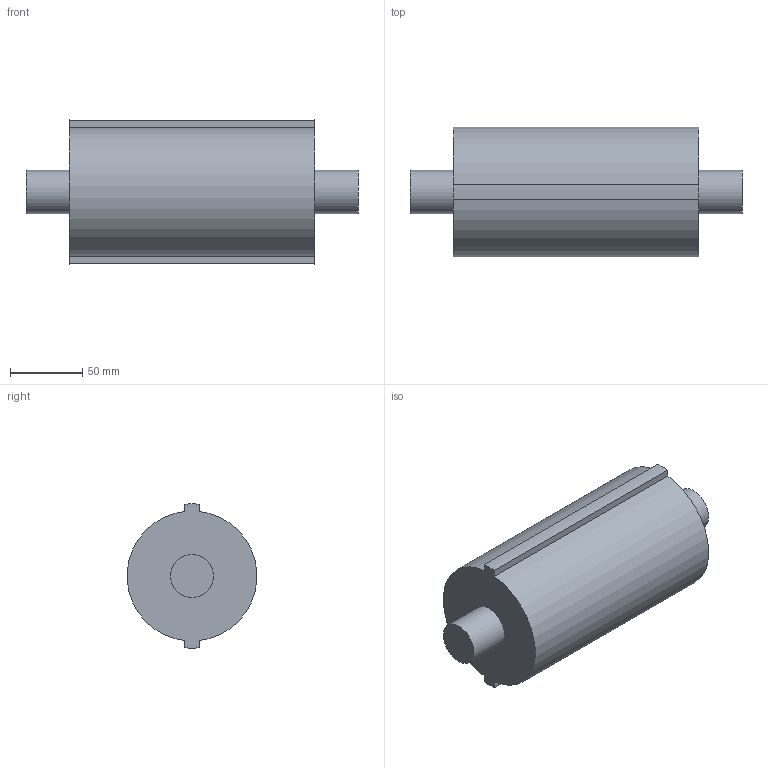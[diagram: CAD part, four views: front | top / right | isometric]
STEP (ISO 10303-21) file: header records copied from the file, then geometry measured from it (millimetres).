
FILE_DESCRIPTION(/* description */ (''),/* implementation_level */ '2;1');
FILE_NAME(/* name */ 'Weapon combined.step',/* time_stamp */ '2024-03-22T11:52:55+05:30',/* author */ (''),/* organization */ (''),/* preprocessor_version */ 'ST-DEVELOPER v20',/* originating_system */ 'Autodesk Translation Framework v12.20.1.177',/* authorisation */ '');
FILE_SCHEMA (('AUTOMOTIVE_DESIGN { 1 0 10303 214 3 1 1 }'));
Length unit declared in the file: millimetre
Products named in the file (1): spinner draft
Bounding box: 230 x 89.67 x 99.94 mm (x, y, z)
Volume: 1055033.5 mm3; surface area: 84789 mm2
Topology: 1 solids, 2 shells, 17 faces, 33 edges, 22 vertices
Faces by surface type: plane 10, cylinder 7
Full cylindrical faces by diameter (mm): 25 x1, 30 x2
Entity records: 472 total; most frequent: DIRECTION 83, CARTESIAN_POINT 73, ORIENTED_EDGE 66, EDGE_CURVE 33, AXIS2_PLACEMENT_3D 32, VERTEX_POINT 22, EDGE_LOOP 19, LINE 19
